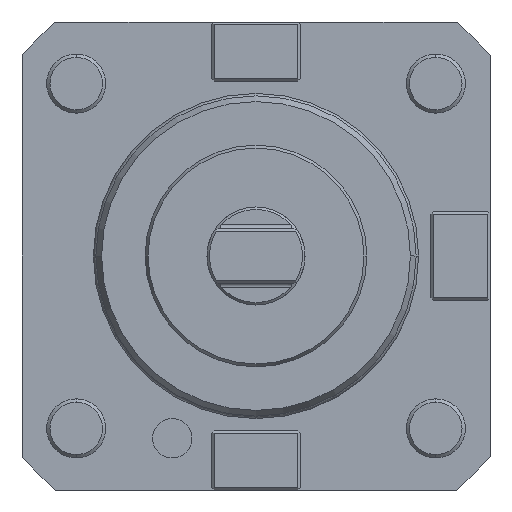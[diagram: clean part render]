
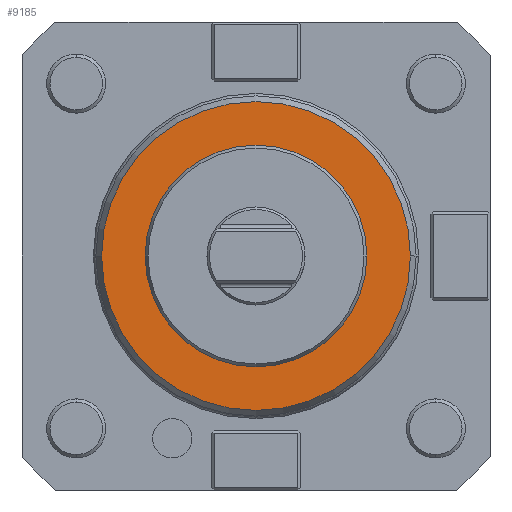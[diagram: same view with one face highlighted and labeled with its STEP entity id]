
A CAD part, front view. The second image highlights one B-rep face of the part: STEP entity #9185.
In plain terms, the highlighted planar face has unit normal (0, -1, 0).
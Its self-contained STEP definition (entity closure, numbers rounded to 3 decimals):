
#3236=CARTESIAN_POINT('',(0.,-32.,0.));
#3237=DIRECTION('',(0.,1.,0.));
#3238=DIRECTION('',(-1.,0.,0.));
#3239=AXIS2_PLACEMENT_3D('',#3236,#3237,#3238);
#3241=CARTESIAN_POINT('',(0.,-32.,0.));
#3242=DIRECTION('',(0.,1.,0.));
#3243=DIRECTION('',(1.,0.,0.));
#3244=AXIS2_PLACEMENT_3D('',#3241,#3242,#3243);
#3246=CARTESIAN_POINT('',(0.,-32.,0.));
#3247=DIRECTION('',(0.,-1.,0.));
#3248=DIRECTION('',(1.,0.,0.));
#3249=AXIS2_PLACEMENT_3D('',#3246,#3247,#3248);
#3251=CARTESIAN_POINT('',(0.,-32.,0.));
#3252=DIRECTION('',(0.,1.,0.));
#3253=DIRECTION('',(1.,0.,0.));
#3254=AXIS2_PLACEMENT_3D('',#3251,#3252,#3253);
#4819=CARTESIAN_POINT('',(22.5,-32.,0.));
#4820=CARTESIAN_POINT('',(-22.5,-32.,0.));
#4821=VERTEX_POINT('',#4819);
#4822=VERTEX_POINT('',#4820);
#4835=CARTESIAN_POINT('',(-31.345,-32.,0.));
#4836=CARTESIAN_POINT('',(31.345,-32.,0.));
#4837=VERTEX_POINT('',#4835);
#4838=VERTEX_POINT('',#4836);
#9170=CARTESIAN_POINT('',(0.,-32.,0.));
#9171=DIRECTION('',(0.,-1.,0.));
#9172=DIRECTION('',(-1.,0.,0.));
#9173=AXIS2_PLACEMENT_3D('',#9170,#9171,#9172);
#9174=PLANE('',#9173);
#9175=ORIENTED_EDGE('',*,*,#9164,.T.);
#9176=ORIENTED_EDGE('',*,*,#9150,.T.);
#9177=EDGE_LOOP('',(#9175,#9176));
#9178=FACE_OUTER_BOUND('',#9177,.F.);
#9180=ORIENTED_EDGE('',*,*,#9179,.T.);
#9182=ORIENTED_EDGE('',*,*,#9181,.F.);
#9183=EDGE_LOOP('',(#9180,#9182));
#9184=FACE_BOUND('',#9183,.F.);
#3240=CIRCLE('',#3239,31.345);
#3245=CIRCLE('',#3244,31.345);
#3250=CIRCLE('',#3249,22.5);
#3255=CIRCLE('',#3254,22.5);
#9150=EDGE_CURVE('',#4838,#4837,#3245,.T.);
#9164=EDGE_CURVE('',#4837,#4838,#3240,.T.);
#9179=EDGE_CURVE('',#4821,#4822,#3250,.T.);
#9181=EDGE_CURVE('',#4821,#4822,#3255,.T.);
#9185=ADVANCED_FACE('',(#9178,#9184),#9174,.T.);
